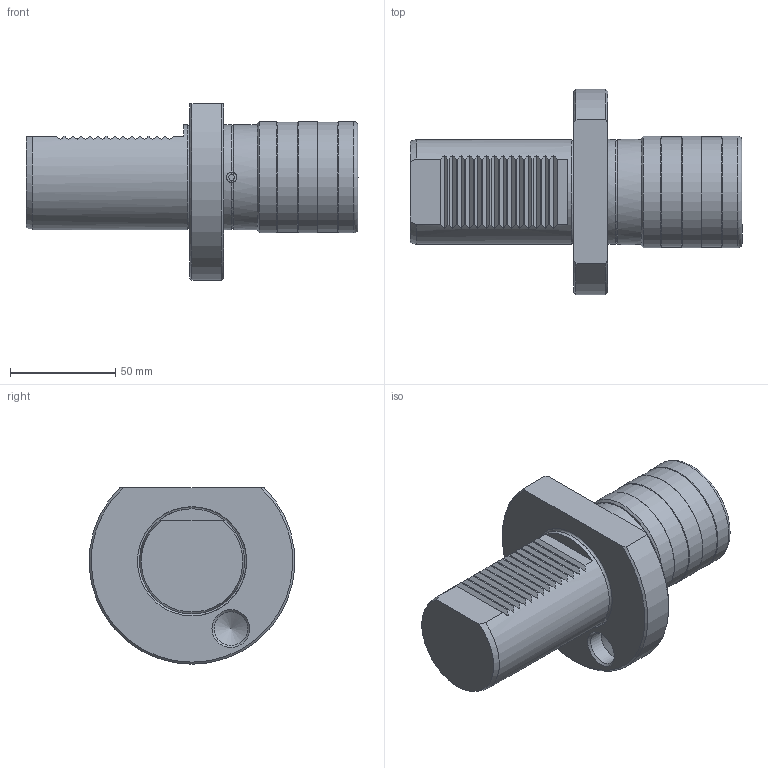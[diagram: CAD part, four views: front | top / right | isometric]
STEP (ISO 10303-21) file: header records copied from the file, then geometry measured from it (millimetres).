
FILE_DESCRIPTION( ( 'Unknown' ), '1' );
FILE_NAME( '509.16.20.stp', 'Unknown', ( 'Unknown' ), ( 'Unknown' ), 'PSStep 15.0.49', 'Unknown', ' ' );
FILE_SCHEMA( ( 'AUTOMOTIVE_DESIGN { 1 0 10303 214 1 1 1 1 }' ) );
Length unit declared in the file: millimetre
Products named in the file (1): 1
Bounding box: 158 x 97.88 x 84 mm (x, y, z)
Volume: 373002.9 mm3; surface area: 44650.7 mm2
Topology: 1 solids, 1 shells, 104 faces, 277 edges, 181 vertices
Faces by surface type: plane 67, cylinder 19, cone 10, torus 8
Full cylindrical faces by diameter (mm): 4.9 x2, 5 x2, 16 x1, 31 x1, 50 x3, 52.5 x2, 53 x3
Entity records: 4194 total; most frequent: CARTESIAN_POINT 867, DIRECTION 532, ORIENTED_EDGE 488, EDGE_CURVE 244, AXIS2_PLACEMENT_3D 213, VERTEX_POINT 172, EDGE_LOOP 133, FACE_OUTER_BOUND 120
